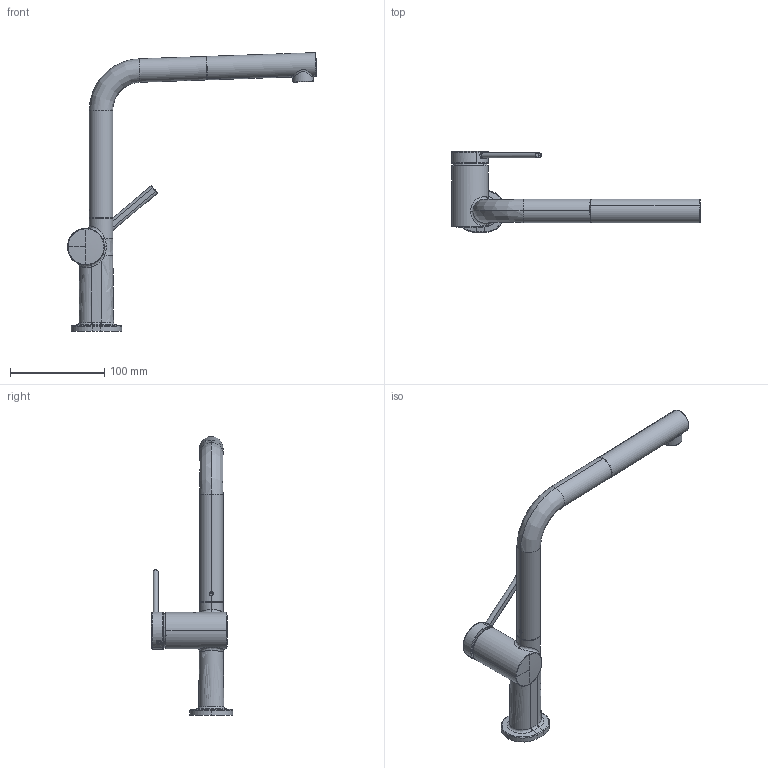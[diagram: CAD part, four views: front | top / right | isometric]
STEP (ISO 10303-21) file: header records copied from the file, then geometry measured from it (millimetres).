
FILE_DESCRIPTION(('CAx-IF Rec.Pracs.---Model Styling and Organization---1.2---2011-12-15','CAx-IF Rec.Pracs.---Geometric and Assembly Validation Properties---4.1---2014-06-16','CAx-IF Rec.Pracs.---PMI Polyline Presentation---2.0---2013-05-24'),'2;1');
FILE_NAME('1000135537_PPR_000.stp','2021-11-30T10:35:35+01:00',(''),(''),'STEP Interface 4.3 by CT CoreTechnologie','3D_Evolution4.3 by CT CoreTechnologie','');
FILE_SCHEMA(('AP203_CONFIGURATION_CONTROLLED_3D_DESIGN_OF_MECHANICAL_PARTS_AND_ASSEMBLIES_MIM_LF'));
Length unit declared in the file: millimetre
Products named in the file (13): P_2 HG Talis M54 SPTM 270 AZA 1j 1000135537_PPR_000_A3; P_2 GK M54 AZB 1000124691_PPA_000_A2; P_2 Rosette_KHM_M54 1000124710_PPA_000_A0; P_2 Griff_KHM_M54 1000124712_PPA_000_A0; P_2 Auslauf_KHM_AZA_M54_L 1000135542_PPR_000_A1; P_2 EBD_Auslauf_KHM_AZA_M54_L 1000135541_PPA_000_A1; P_2 BGR_Schwenkschaft_KHM_AZB_M81 1000135310_PPR_000_A1; P_2 Rohraufnahme_KHM_AZB_M54 1000120805_PPA_000_A1; P_2 Magnetaufnahme_KHM_D25_L-Auslauf 1000120630_PPA_000_A0; Griffstopfen_KHM_M54 1000132370_PPA_000_A5; P_2 L AZA M54 neu 1000156649_PPR_000_A0; P_2 Gehaeuse KHM AZA L M54 neu 1000156648_PPA_000_A0; P_2 SR_CA-M18,5x1_SC_A-lam_hellblau 1000138145_PPA_000_A0
Assembly tree (12 placements, depth 3):
  P_2 HG Talis M54 SPTM 270 AZA 1j 1000135537_PPR_000_A3
    P_2 GK M54 AZB 1000124691_PPA_000_A2
    P_2 Rosette_KHM_M54 1000124710_PPA_000_A0
    P_2 Griff_KHM_M54 1000124712_PPA_000_A0
    P_2 Auslauf_KHM_AZA_M54_L 1000135542_PPR_000_A1
      P_2 EBD_Auslauf_KHM_AZA_M54_L 1000135541_PPA_000_A1
    P_2 BGR_Schwenkschaft_KHM_AZB_M81 1000135310_PPR_000_A1
      P_2 Rohraufnahme_KHM_AZB_M54 1000120805_PPA_000_A1
    P_2 Magnetaufnahme_KHM_D25_L-Auslauf 1000120630_PPA_000_A0
    Griffstopfen_KHM_M54 1000132370_PPA_000_A5
    P_2 L AZA M54 neu 1000156649_PPR_000_A0
      P_2 Gehaeuse KHM AZA L M54 neu 1000156648_PPA_000_A0
      P_2 SR_CA-M18,5x1_SC_A-lam_hellblau 1000138145_PPA_000_A0
Bounding box: 264.62 x 86.35 x 296.29 mm (x, y, z)
Volume: 367767.5 mm3; surface area: 65714.4 mm2
Topology: 12 solids, 20 shells, 1057 faces, 2667 edges, 1662 vertices
Faces by surface type: bspline 426, plane 371, cylinder 260
Entity records: 56818 total; most frequent: CARTESIAN_POINT 19961, ORIENTED_EDGE 5302, DIRECTION 5057, EDGE_CURVE 2651, AXIS2_PLACEMENT_3D 1913, VERTEX_POINT 1662, CIRCLE 1269, VECTOR 1231
